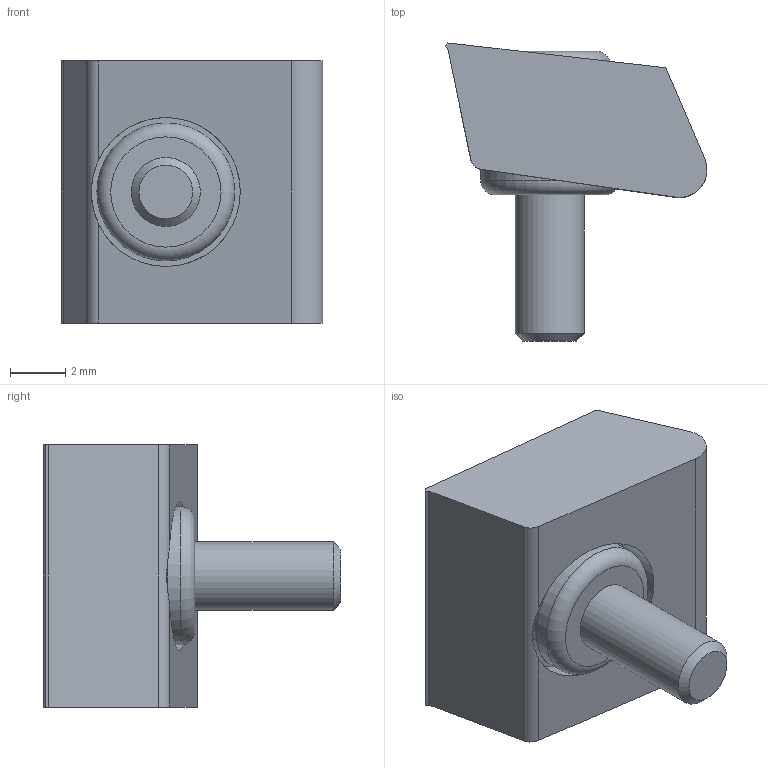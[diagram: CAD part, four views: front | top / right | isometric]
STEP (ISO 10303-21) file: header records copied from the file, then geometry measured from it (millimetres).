
FILE_DESCRIPTION( ( 'STEP AP214' ), '1' );
FILE_NAME( 'K0030.110.stp', '2020-11-24T15:08:40', ( '' ), ( '' ), ' ', 'PARTsolutions', ' ' );
FILE_SCHEMA( ( 'AUTOMOTIVE_DESIGN { 1 0 10303 214 1 1 1 1 }' ) );
Length unit declared in the file: millimetre
Products named in the file (1): _K0030.110
Bounding box: 9.5 x 10.8 x 9.5 mm (x, y, z)
Volume: 363.6 mm3; surface area: 518.4 mm2
Topology: 1 solids, 2 shells, 41 faces, 92 edges, 60 vertices
Faces by surface type: plane 26, cylinder 11, torus 3, cone 1
Full cylindrical faces by diameter (mm): 2.5 x2, 4.4 x1, 5 x1, 5.4 x1
Entity records: 1439 total; most frequent: CARTESIAN_POINT 192, DIRECTION 191, ORIENTED_EDGE 164, EDGE_CURVE 82, AXIS2_PLACEMENT_3D 68, VERTEX_POINT 59, EDGE_LOOP 57, LINE 55
